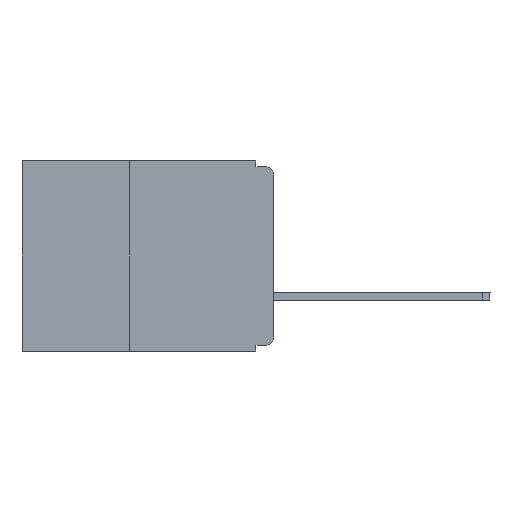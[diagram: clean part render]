
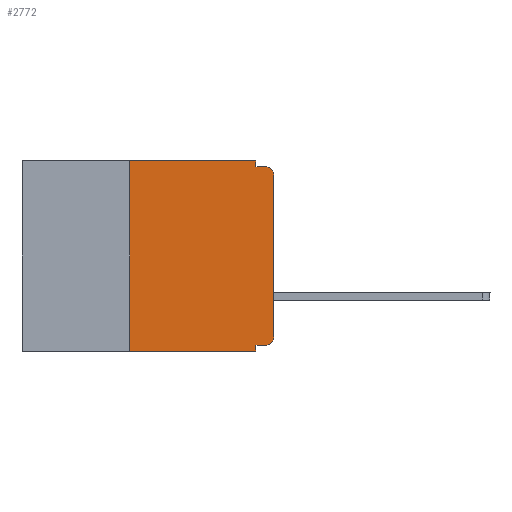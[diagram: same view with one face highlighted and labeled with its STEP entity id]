
A CAD part, left-side view. The second image highlights one B-rep face of the part: STEP entity #2772.
In plain terms, the highlighted planar face has unit normal (-1, 0, 0).
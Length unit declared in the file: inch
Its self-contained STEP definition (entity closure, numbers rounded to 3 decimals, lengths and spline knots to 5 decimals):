
#126 = VERTEX_POINT ( 'NONE', #4655 ) ;
#192 = LINE ( 'NONE', #12918, #4104 ) ;
#283 = VERTEX_POINT ( 'NONE', #883 ) ;
#435 = ORIENTED_EDGE ( 'NONE', *, *, #1491, .T. ) ;
#449 = DIRECTION ( 'NONE',  ( 0., 0., -1. ) ) ;
#518 = EDGE_CURVE ( 'NONE', #8326, #10576, #1375, .T. ) ;
#786 = CARTESIAN_POINT ( 'NONE',  ( 0., 0.015, -0.025 ) ) ;
#792 = DIRECTION ( 'NONE',  ( 0., 0., 1. ) ) ;
#883 = CARTESIAN_POINT ( 'NONE',  ( 0., 0.015, -0.01 ) ) ;
#1023 = VECTOR ( 'NONE', #1475, 39.37008 ) ;
#1207 = DIRECTION ( 'NONE',  ( 0., -1., 0. ) ) ;
#1375 = LINE ( 'NONE', #8280, #13018 ) ;
#1475 = DIRECTION ( 'NONE',  ( 0., 0., -1. ) ) ;
#1491 = EDGE_CURVE ( 'NONE', #8326, #1882, #1631, .T. ) ;
#1631 = LINE ( 'NONE', #1730, #12800 ) ;
#1642 = DIRECTION ( 'NONE',  ( -1., 0., 0. ) ) ;
#1730 = CARTESIAN_POINT ( 'NONE',  ( 0., 0.437, -0.33 ) ) ;
#1740 = CARTESIAN_POINT ( 'NONE',  ( 0., 0.031, -0.33 ) ) ;
#1810 = EDGE_CURVE ( 'NONE', #126, #5238, #11257, .T. ) ;
#1882 = VERTEX_POINT ( 'NONE', #1740 ) ;
#2162 = LINE ( 'NONE', #8911, #7526 ) ;
#2516 = DIRECTION ( 'NONE',  ( 0., -1., 0. ) ) ;
#2529 = EDGE_CURVE ( 'NONE', #11273, #11409, #10614, .T. ) ;
#2772 = ADVANCED_FACE ( 'NONE', ( #3502 ), #11342, .F. ) ;
#2860 = ORIENTED_EDGE ( 'NONE', *, *, #8407, .F. ) ;
#2930 = EDGE_CURVE ( 'NONE', #4991, #283, #7761, .T. ) ;
#3293 = DIRECTION ( 'NONE',  ( 1., 0., 0. ) ) ;
#3361 = CARTESIAN_POINT ( 'NONE',  ( 0., 0.25, 0. ) ) ;
#3502 = FACE_OUTER_BOUND ( 'NONE', #12860, .T. ) ;
#3516 = AXIS2_PLACEMENT_3D ( 'NONE', #8891, #1642, #11675 ) ;
#3650 = ORIENTED_EDGE ( 'NONE', *, *, #2529, .F. ) ;
#3763 = ORIENTED_EDGE ( 'NONE', *, *, #518, .F. ) ;
#4104 = VECTOR ( 'NONE', #6891, 39.37008 ) ;
#4186 = DIRECTION ( 'NONE',  ( 0., 0., 1. ) ) ;
#4450 = VECTOR ( 'NONE', #12597, 39.37008 ) ;
#4655 = CARTESIAN_POINT ( 'NONE',  ( 0., 0.031, 0. ) ) ;
#4914 = AXIS2_PLACEMENT_3D ( 'NONE', #786, #8778, #5697 ) ;
#4991 = VERTEX_POINT ( 'NONE', #10644 ) ;
#5158 = CARTESIAN_POINT ( 'NONE',  ( 0., 0.437, 0. ) ) ;
#5214 = ORIENTED_EDGE ( 'NONE', *, *, #6338, .T. ) ;
#5238 = VERTEX_POINT ( 'NONE', #5996 ) ;
#5503 = EDGE_CURVE ( 'NONE', #10576, #126, #10235, .T. ) ;
#5697 = DIRECTION ( 'NONE',  ( 0., 0., -1. ) ) ;
#5996 = CARTESIAN_POINT ( 'NONE',  ( 0., 0.031, -0.01 ) ) ;
#6006 = EDGE_CURVE ( 'NONE', #11273, #9814, #9129, .T. ) ;
#6196 = CARTESIAN_POINT ( 'NONE',  ( 0., 0.25, -0.33 ) ) ;
#6338 = EDGE_CURVE ( 'NONE', #9814, #4991, #2162, .T. ) ;
#6346 = CARTESIAN_POINT ( 'NONE',  ( 0., 0.031, -0.32 ) ) ;
#6891 = DIRECTION ( 'NONE',  ( 0., 0., -1. ) ) ;
#6985 = ORIENTED_EDGE ( 'NONE', *, *, #1810, .F. ) ;
#7202 = CARTESIAN_POINT ( 'NONE',  ( 0., 0., -0.305 ) ) ;
#7357 = VECTOR ( 'NONE', #2516, 39.37008 ) ;
#7526 = VECTOR ( 'NONE', #792, 39.37008 ) ;
#7761 = CIRCLE ( 'NONE', #4914, 0.015 ) ;
#8135 = AXIS2_PLACEMENT_3D ( 'NONE', #8477, #3293, #449 ) ;
#8280 = CARTESIAN_POINT ( 'NONE',  ( 0., 0.25, -0.33 ) ) ;
#8326 = VERTEX_POINT ( 'NONE', #6196 ) ;
#8407 = EDGE_CURVE ( 'NONE', #5238, #283, #12856, .T. ) ;
#8477 = CARTESIAN_POINT ( 'NONE',  ( 0., 0.437, 0. ) ) ;
#8679 = VECTOR ( 'NONE', #1207, 39.37008 ) ;
#8708 = DIRECTION ( 'NONE',  ( 0., -1., 0. ) ) ;
#8778 = DIRECTION ( 'NONE',  ( -1., 0., 0. ) ) ;
#8891 = CARTESIAN_POINT ( 'NONE',  ( 0., 0.015, -0.305 ) ) ;
#8911 = CARTESIAN_POINT ( 'NONE',  ( 0., 0., 0. ) ) ;
#9129 = CIRCLE ( 'NONE', #3516, 0.015 ) ;
#9587 = CARTESIAN_POINT ( 'NONE',  ( 0., 0.031, 0. ) ) ;
#9814 = VERTEX_POINT ( 'NONE', #7202 ) ;
#10235 = LINE ( 'NONE', #5158, #8679 ) ;
#10449 = CARTESIAN_POINT ( 'NONE',  ( 0., 0., -0.01 ) ) ;
#10576 = VERTEX_POINT ( 'NONE', #3361 ) ;
#10614 = LINE ( 'NONE', #10622, #4450 ) ;
#10622 = CARTESIAN_POINT ( 'NONE',  ( 0., 0., -0.32 ) ) ;
#10644 = CARTESIAN_POINT ( 'NONE',  ( 0., 0., -0.025 ) ) ;
#10690 = EDGE_CURVE ( 'NONE', #11409, #1882, #192, .T. ) ;
#11125 = ORIENTED_EDGE ( 'NONE', *, *, #10690, .F. ) ;
#11257 = LINE ( 'NONE', #9587, #1023 ) ;
#11273 = VERTEX_POINT ( 'NONE', #12210 ) ;
#11342 = PLANE ( 'NONE',  #8135 ) ;
#11409 = VERTEX_POINT ( 'NONE', #6346 ) ;
#11452 = ORIENTED_EDGE ( 'NONE', *, *, #2930, .T. ) ;
#11609 = ORIENTED_EDGE ( 'NONE', *, *, #5503, .F. ) ;
#11675 = DIRECTION ( 'NONE',  ( 0., 0., -1. ) ) ;
#12210 = CARTESIAN_POINT ( 'NONE',  ( 0., 0.015, -0.32 ) ) ;
#12597 = DIRECTION ( 'NONE',  ( 0., 1., 0. ) ) ;
#12800 = VECTOR ( 'NONE', #8708, 39.37008 ) ;
#12856 = LINE ( 'NONE', #10449, #7357 ) ;
#12860 = EDGE_LOOP ( 'NONE', ( #5214, #11452, #2860, #6985, #11609, #3763, #435, #11125, #3650, #12969 ) ) ;
#12918 = CARTESIAN_POINT ( 'NONE',  ( 0., 0.031, -0.33 ) ) ;
#12969 = ORIENTED_EDGE ( 'NONE', *, *, #6006, .T. ) ;
#13018 = VECTOR ( 'NONE', #4186, 39.37008 ) ;
